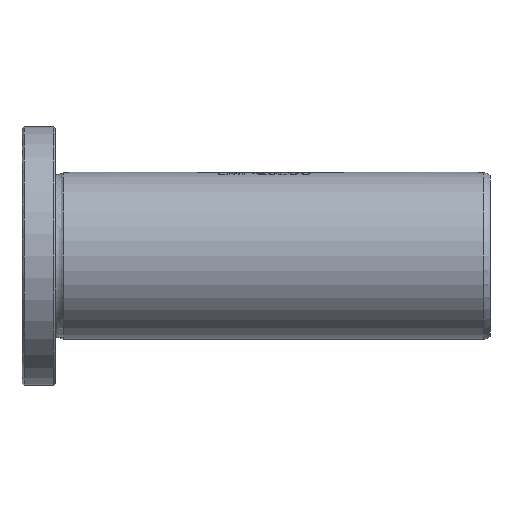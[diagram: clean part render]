
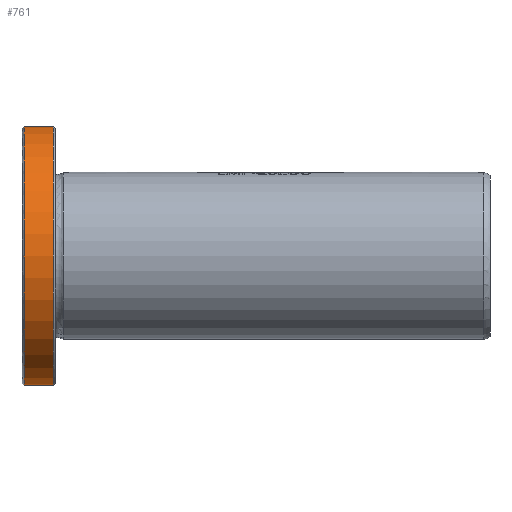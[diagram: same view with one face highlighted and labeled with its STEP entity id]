
A CAD part, front view. The second image highlights one B-rep face of the part: STEP entity #761.
In plain terms, the highlighted cylindrical face has radius 31 mm (diameter 62 mm), a full revolution.
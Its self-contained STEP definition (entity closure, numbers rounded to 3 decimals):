
#761=ADVANCED_FACE('',(#1195,#1196),#1108,.T.);
#1108=CYLINDRICAL_SURFACE('',#6663,31.);
#1195=FACE_BOUND('',#1300,.T.);
#1196=FACE_BOUND('',#1301,.T.);
#1300=EDGE_LOOP('',(#3126,#3127));
#1301=EDGE_LOOP('',(#3128,#3129));
#1691=CIRCLE('',#6653,31.);
#1692=CIRCLE('',#6654,31.);
#1693=CIRCLE('',#6661,31.);
#1694=CIRCLE('',#6662,31.);
#3126=ORIENTED_EDGE('',*,*,#5550,.T.);
#3127=ORIENTED_EDGE('',*,*,#5551,.T.);
#3128=ORIENTED_EDGE('',*,*,#5560,.F.);
#3129=ORIENTED_EDGE('',*,*,#5561,.F.);
#4920=VERTEX_POINT('',#10017);
#4921=VERTEX_POINT('',#10018);
#4930=VERTEX_POINT('',#10115);
#4931=VERTEX_POINT('',#10116);
#5550=EDGE_CURVE('',#4920,#4921,#1691,.T.);
#5551=EDGE_CURVE('',#4921,#4920,#1692,.T.);
#5560=EDGE_CURVE('',#4930,#4931,#1693,.T.);
#5561=EDGE_CURVE('',#4931,#4930,#1694,.T.);
#6653=AXIS2_PLACEMENT_3D('',#10016,#7215,#7216);
#6654=AXIS2_PLACEMENT_3D('',#10019,#7217,#7218);
#6661=AXIS2_PLACEMENT_3D('',#10114,#7231,#7232);
#6662=AXIS2_PLACEMENT_3D('',#10117,#7233,#7234);
#6663=AXIS2_PLACEMENT_3D('',#10118,#7235,#7236);
#7215=DIRECTION('',(1.,0.,0.));
#7216=DIRECTION('',(0.,0.,-1.));
#7217=DIRECTION('',(1.,0.,0.));
#7218=DIRECTION('',(0.,0.,-1.));
#7231=DIRECTION('',(1.,0.,0.));
#7232=DIRECTION('',(0.,0.,1.));
#7233=DIRECTION('',(1.,0.,0.));
#7234=DIRECTION('',(0.,0.,1.));
#7235=DIRECTION('',(1.,0.,0.));
#7236=DIRECTION('',(0.,0.,-1.));
#10016=CARTESIAN_POINT('',(0.5,0.,0.));
#10017=CARTESIAN_POINT('',(0.5,0.,-31.));
#10018=CARTESIAN_POINT('',(0.5,0.,31.));
#10019=CARTESIAN_POINT('',(0.5,0.,0.));
#10114=CARTESIAN_POINT('',(7.5,0.,0.));
#10115=CARTESIAN_POINT('',(7.5,0.,31.));
#10116=CARTESIAN_POINT('',(7.5,0.,-31.));
#10117=CARTESIAN_POINT('',(7.5,0.,0.));
#10118=CARTESIAN_POINT('',(0.5,0.,0.));
